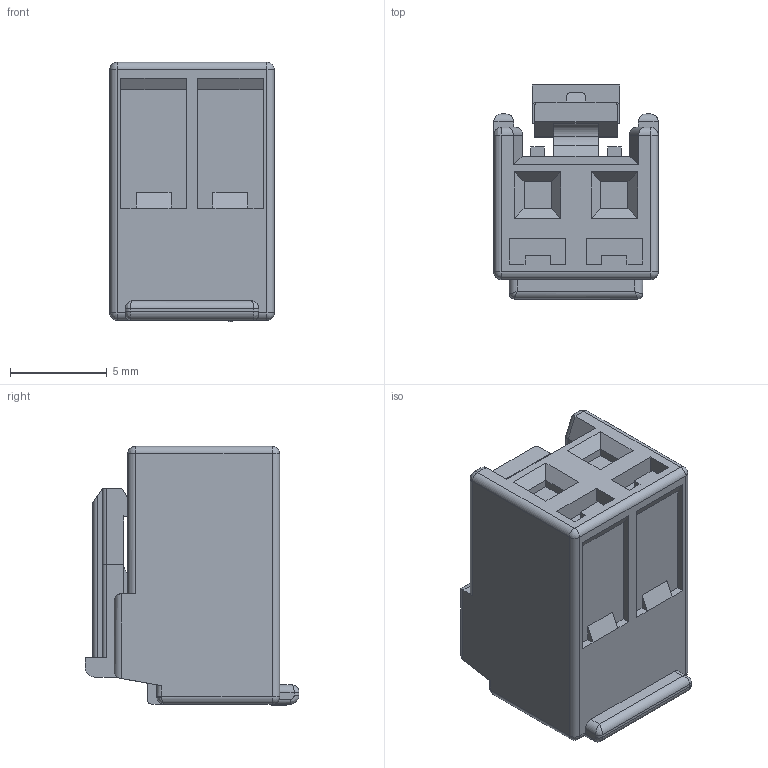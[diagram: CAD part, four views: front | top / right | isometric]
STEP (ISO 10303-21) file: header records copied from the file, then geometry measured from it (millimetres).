
FILE_DESCRIPTION(('STEP AP242'),'1');
FILE_NAME('2132813-2.stp','2023-08-04T22:39:53',('TraceParts'),('TraceParts S.A.'),'Spatial InterOp 3D',' ',' ');
FILE_SCHEMA(('AP242_MANAGED_MODEL_BASED_3D_ENGINEERING_MIM_LF {1 0 10303 442 1 1 4}'));
Length unit declared in the file: millimetre
Products named in the file (1): 2132813-2
Bounding box: 8.48 x 11.04 x 13.38 mm (x, y, z)
Volume: 776.6 mm3; surface area: 803.4 mm2
Topology: 1 solids, 1 shells, 223 faces, 571 edges, 360 vertices
Faces by surface type: plane 154, cylinder 55, bspline 10, sphere 4
Entity records: 9934 total; most frequent: CARTESIAN_POINT 1737, ORIENTED_EDGE 1142, DIRECTION 1033, EDGE_CURVE 571, STYLED_ITEM 570, PRESENTATION_STYLE_ASSIGNMENT 570, COLOUR_RGB 570, CURVE_STYLE 569
